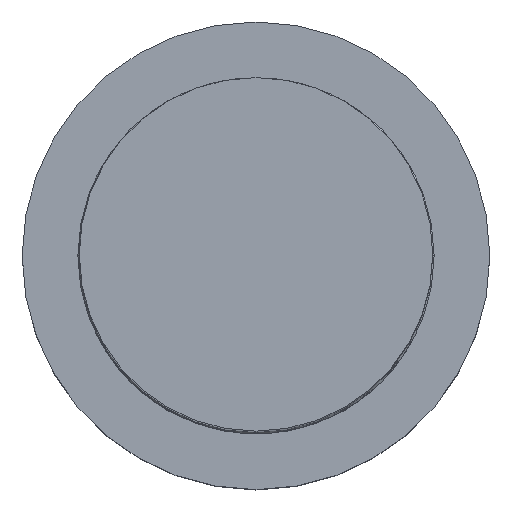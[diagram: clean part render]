
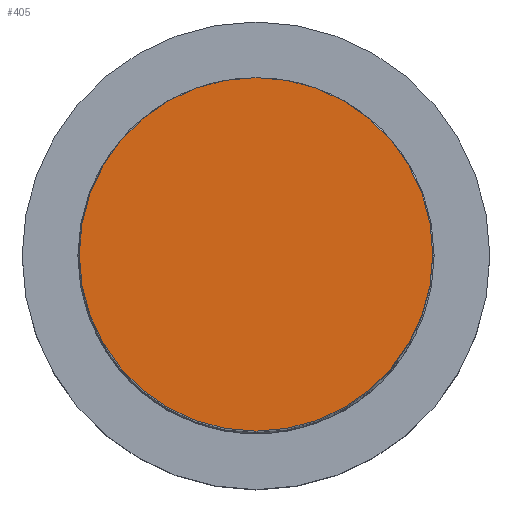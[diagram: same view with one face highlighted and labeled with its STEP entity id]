
A CAD part, top view. The second image highlights one B-rep face of the part: STEP entity #405.
In plain terms, the highlighted planar face has unit normal (0, 0, 1).
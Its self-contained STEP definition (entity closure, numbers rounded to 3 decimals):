
#96 = CARTESIAN_POINT ( 'NONE',  ( 0., 0., 0. ) ) ;
#103 = CARTESIAN_POINT ( 'NONE',  ( 15.875, 0., 0. ) ) ;
#178 = EDGE_CURVE ( 'NONE', #822, #736, #513, .T. ) ;
#218 = EDGE_LOOP ( 'NONE', ( #923, #849 ) ) ;
#271 = DIRECTION ( 'NONE',  ( 1., 0., 0. ) ) ;
#307 = DIRECTION ( 'NONE',  ( -1., 0., 0. ) ) ;
#367 = FACE_OUTER_BOUND ( 'NONE', #218, .T. ) ;
#405 = ADVANCED_FACE ( 'NONE', ( #367 ), #732, .F. ) ;
#453 = AXIS2_PLACEMENT_3D ( 'NONE', #869, #584, #858 ) ;
#513 = CIRCLE ( 'NONE', #453, 15.875 ) ;
#520 = DIRECTION ( 'NONE',  ( 0., 0., 1. ) ) ;
#530 = CIRCLE ( 'NONE', #944, 15.875 ) ;
#584 = DIRECTION ( 'NONE',  ( 0., 0., 1. ) ) ;
#703 = EDGE_CURVE ( 'NONE', #736, #822, #530, .T. ) ;
#732 = PLANE ( 'NONE',  #1093 ) ;
#736 = VERTEX_POINT ( 'NONE', #103 ) ;
#819 = CARTESIAN_POINT ( 'NONE',  ( 0., 0., 0. ) ) ;
#822 = VERTEX_POINT ( 'NONE', #1023 ) ;
#849 = ORIENTED_EDGE ( 'NONE', *, *, #178, .T. ) ;
#858 = DIRECTION ( 'NONE',  ( 1., 0., 0. ) ) ;
#869 = CARTESIAN_POINT ( 'NONE',  ( 0., 0., 0. ) ) ;
#899 = DIRECTION ( 'NONE',  ( 0., 0., -1. ) ) ;
#923 = ORIENTED_EDGE ( 'NONE', *, *, #703, .T. ) ;
#944 = AXIS2_PLACEMENT_3D ( 'NONE', #96, #520, #271 ) ;
#1023 = CARTESIAN_POINT ( 'NONE',  ( -15.875, 0., 0. ) ) ;
#1093 = AXIS2_PLACEMENT_3D ( 'NONE', #819, #899, #307 ) ;
